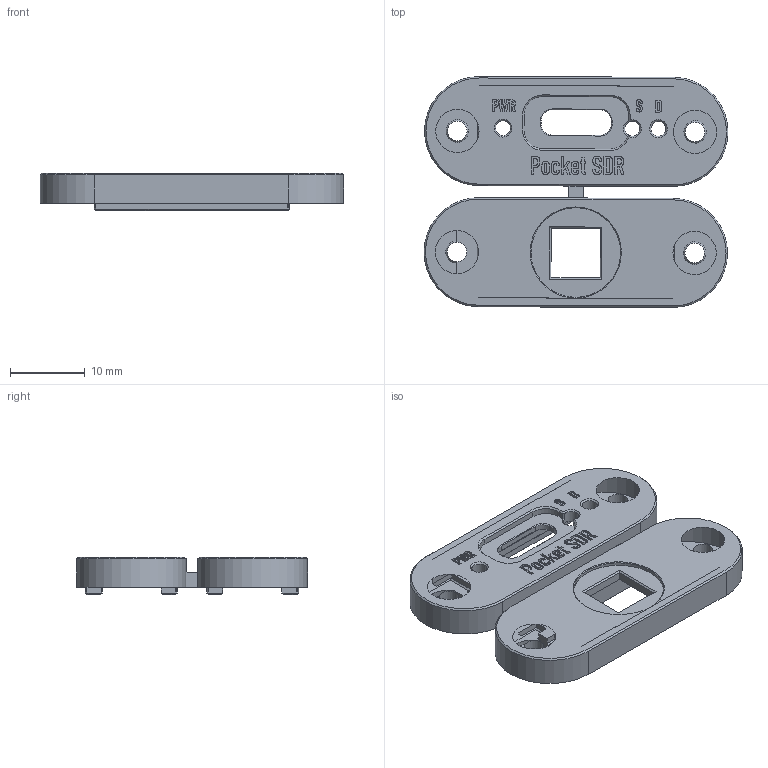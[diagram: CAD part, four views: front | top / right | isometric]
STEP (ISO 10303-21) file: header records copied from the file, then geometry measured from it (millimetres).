
FILE_DESCRIPTION(/* description */ (''),/* implementation_level */ '2;1');
FILE_NAME(/* name */ 'pocket_sdr_panel_v3 v3.step',/* time_stamp */ '2024-03-12T11:13:53+09:00',/* author */ (''),/* organization */ (''),/* preprocessor_version */ 'ST-DEVELOPER v20',/* originating_system */ 'Autodesk Translation Framework v12.20.1.177',/* authorisation */ '');
FILE_SCHEMA (('AUTOMOTIVE_DESIGN { 1 0 10303 214 3 1 1 }'));
Length unit declared in the file: millimetre
Products named in the file (1): pocket_sdr_panel_v3
Bounding box: 40.66 x 30.9 x 5 mm (x, y, z)
Volume: 3352.8 mm3; surface area: 3933.4 mm2
Topology: 1 solids, 1 shells, 632 faces, 1722 edges, 1112 vertices
Faces by surface type: plane 389, bspline 173, cone 42, cylinder 28
Full cylindrical faces by diameter (mm): 2 x3, 2.6 x4, 12 x1
Entity records: 22628 total; most frequent: CARTESIAN_POINT 7830, ORIENTED_EDGE 3444, DIRECTION 2371, EDGE_CURVE 1722, LINE 1231, VECTOR 1231, VERTEX_POINT 1112, EDGE_LOOP 674
